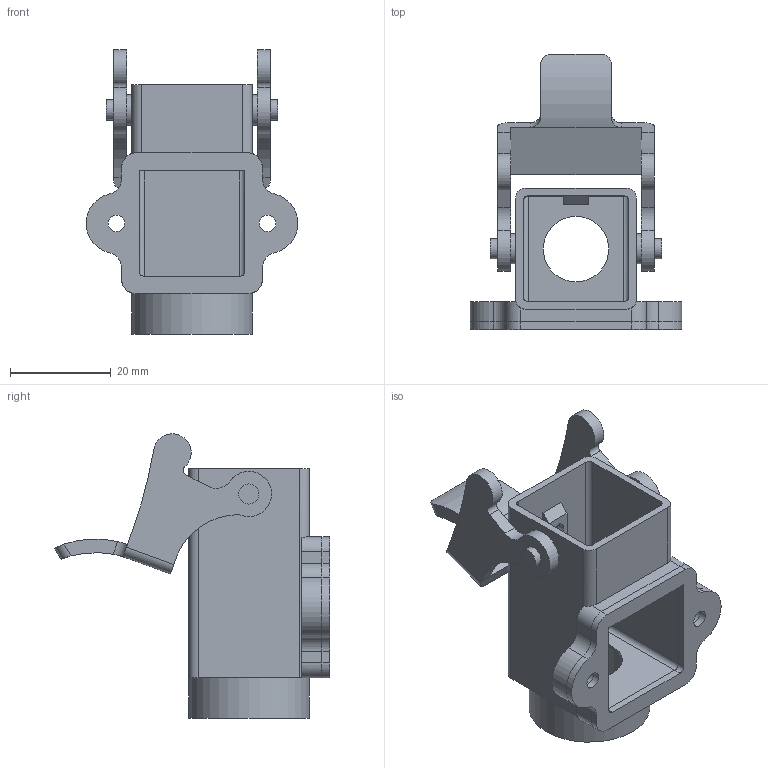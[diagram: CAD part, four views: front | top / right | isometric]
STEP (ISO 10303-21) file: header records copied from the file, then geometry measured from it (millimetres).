
FILE_DESCRIPTION (( 'STEP AP214' ), '1' );
FILE_NAME ('ZP-MC03A-2-SSM11P.STEP', '2011-11-02T12:00:12', ( '.ADC' ), ( 'ADC' ), 'SwSTEP 2.0', 'SolidWorks 2011', '' );
FILE_SCHEMA (( 'AUTOMOTIVE_DESIGN' ));
Length unit declared in the file: millimetre
Products named in the file (1): ZP-MC03A-2-SSM11P
Bounding box: 42 x 54.59 x 56.43 mm (x, y, z)
Volume: 12802.6 mm3; surface area: 13678.4 mm2
Topology: 2 solids, 2 shells, 126 faces, 334 edges, 216 vertices
Faces by surface type: cylinder 65, plane 58, bspline 2, cone 1
Full cylindrical faces by diameter (mm): 3 x1, 3.3 x4, 4 x2, 6 x2, 13 x1, 17 x1, 24 x1
Entity records: 5392 total; most frequent: CARTESIAN_POINT 828, DIRECTION 677, ORIENTED_EDGE 638, EDGE_CURVE 319, AXIS2_PLACEMENT_3D 249, VERTEX_POINT 216, VECTOR 179, LINE 179
